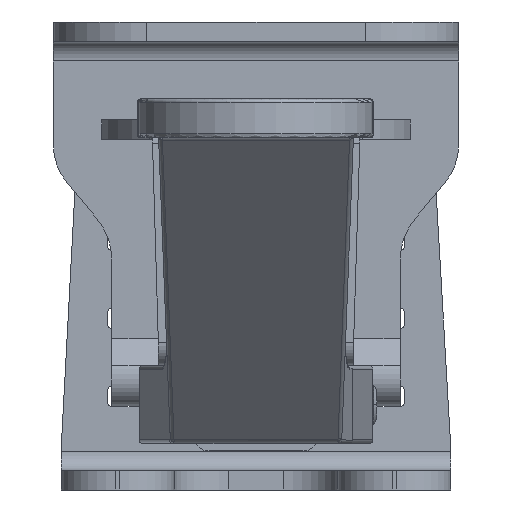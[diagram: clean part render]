
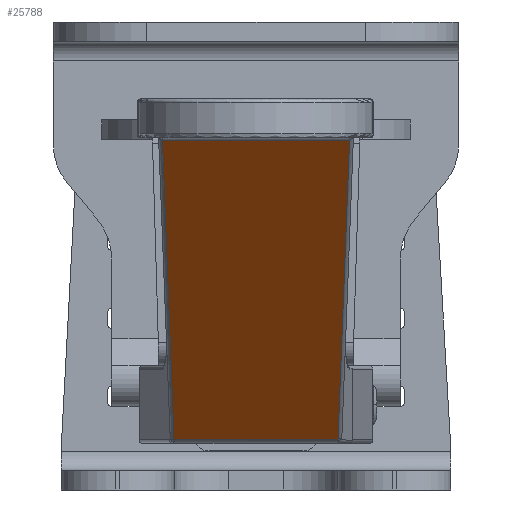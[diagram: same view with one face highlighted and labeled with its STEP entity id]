
A CAD part, left-side view. The second image highlights one B-rep face of the part: STEP entity #25788.
In plain terms, the highlighted planar face has unit normal (-0.707, 0, -0.707).
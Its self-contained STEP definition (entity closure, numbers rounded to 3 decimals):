
#10849=DIRECTION('',(0.,1.,0.));
#10850=VECTOR('',#10849,21.017);
#10851=CARTESIAN_POINT('',(-30.586,-10.509,
6.536));
#10852=LINE('',#10851,#10850);
#12951=CARTESIAN_POINT('',(-68.923,-11.993,
44.873));
#12952=CARTESIAN_POINT('',(-68.917,-11.979,
44.867));
#12953=CARTESIAN_POINT('',(-68.906,-11.951,
44.856));
#12954=CARTESIAN_POINT('',(-68.896,-11.911,
44.846));
#12955=CARTESIAN_POINT('',(-68.893,-11.885,
44.843));
#12956=CARTESIAN_POINT('',(-68.893,-11.872,
44.843));
#12961=DIRECTION('',(-0.707,-0.027,0.707));
#12962=VECTOR('',#12961,54.237);
#12963=CARTESIAN_POINT('',(-30.586,-10.509,
6.536));
#12964=LINE('',#12963,#12962);
#12968=DIRECTION('',(0.707,-0.027,-0.707));
#12969=VECTOR('',#12968,54.241);
#12970=CARTESIAN_POINT('',(-68.925,11.999,
44.875));
#12971=LINE('',#12970,#12969);
#12975=CARTESIAN_POINT('',(-68.893,11.872,
44.843));
#12976=CARTESIAN_POINT('',(-68.893,11.885,
44.843));
#12977=CARTESIAN_POINT('',(-68.896,11.912,
44.846));
#12978=CARTESIAN_POINT('',(-68.905,11.947,
44.855));
#12979=CARTESIAN_POINT('',(-68.919,11.985,
44.869));
#12980=CARTESIAN_POINT('',(-68.925,11.999,
44.875));
#12985=DIRECTION('',(0.,1.,0.));
#12986=VECTOR('',#12985,23.743);
#12987=CARTESIAN_POINT('',(-68.893,-11.872,
44.843));
#12988=LINE('',#12987,#12986);
#21721=VERTEX_POINT('',#12951);
#21722=VERTEX_POINT('',#12956);
#21725=CARTESIAN_POINT('',(-30.586,-10.509,
6.536));
#21726=VERTEX_POINT('',#21725);
#21729=CARTESIAN_POINT('',(-68.893,11.872,
44.843));
#21730=VERTEX_POINT('',#21729);
#21731=VERTEX_POINT('',#12980);
#21732=CARTESIAN_POINT('',(-30.586,10.509,
6.536));
#21733=VERTEX_POINT('',#21732);
#25772=CARTESIAN_POINT('',(-49.754,0.,
25.704));
#25773=DIRECTION('',(0.707,0.,0.707));
#25774=DIRECTION('',(-0.707,0.,0.707));
#25775=AXIS2_PLACEMENT_3D('',#25772,#25773,#25774);
#25776=PLANE('',#25775);
#25777=ORIENTED_EDGE('',*,*,#25758,.F.);
#25779=ORIENTED_EDGE('',*,*,#25778,.F.);
#25780=ORIENTED_EDGE('',*,*,#23505,.T.);
#25782=ORIENTED_EDGE('',*,*,#25781,.F.);
#25783=ORIENTED_EDGE('',*,*,#23643,.F.);
#25785=ORIENTED_EDGE('',*,*,#25784,.F.);
#25786=EDGE_LOOP('',(#25777,#25779,#25780,#25782,#25783,#25785));
#25787=FACE_OUTER_BOUND('',#25786,.F.);
#25788=ADVANCED_FACE('',(#25787),#25776,.F.);
#12957=B_SPLINE_CURVE_WITH_KNOTS('',3,(#12951,#12952,#12953,#12954,#12955,
#12956),.UNSPECIFIED.,.F.,.F.,(4,1,1,4),(0.,0.333,
0.667,1.),.UNSPECIFIED.);
#12981=B_SPLINE_CURVE_WITH_KNOTS('',3,(#12975,#12976,#12977,#12978,#12979,
#12980),.UNSPECIFIED.,.F.,.F.,(4,1,1,4),(0.,0.333,
0.667,1.),.UNSPECIFIED.);
#23505=EDGE_CURVE('',#21726,#21733,#10852,.T.);
#23643=EDGE_CURVE('',#21730,#21731,#12981,.T.);
#25758=EDGE_CURVE('',#21721,#21722,#12957,.T.);
#25778=EDGE_CURVE('',#21726,#21721,#12964,.T.);
#25781=EDGE_CURVE('',#21731,#21733,#12971,.T.);
#25784=EDGE_CURVE('',#21722,#21730,#12988,.T.);
